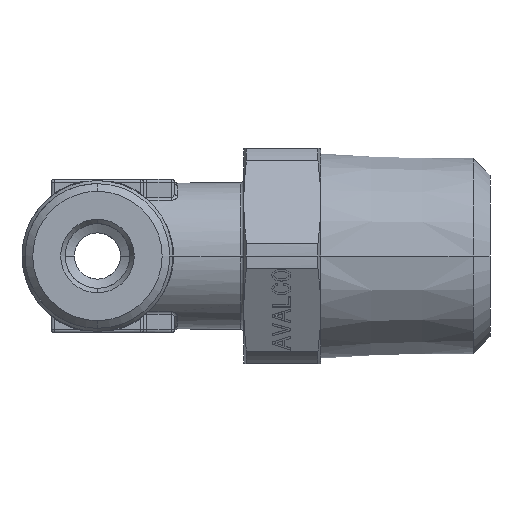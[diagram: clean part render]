
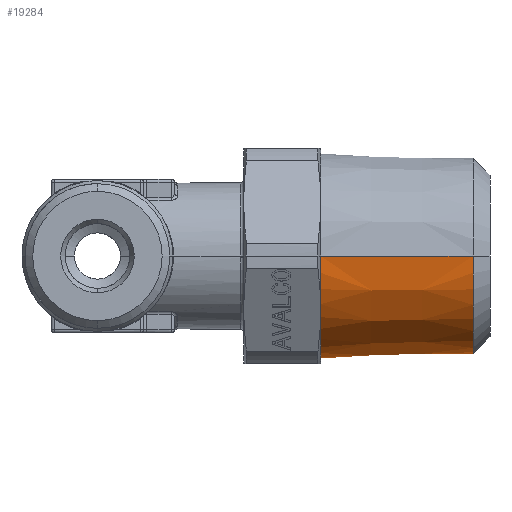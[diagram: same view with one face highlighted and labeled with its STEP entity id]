
A CAD part, left-side view. The second image highlights one B-rep face of the part: STEP entity #19284.
In plain terms, the highlighted conical face has half-angle 1.78 degrees and reference radius 6.502 mm.
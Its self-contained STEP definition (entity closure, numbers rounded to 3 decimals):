
#18810=CARTESIAN_POINT('Vertex',(-6.655,-14.5,0.)) ;
#18812=CARTESIAN_POINT('Vertex',(6.655,-14.5,0.)) ;
#18816=CARTESIAN_POINT('Control Point',(-6.655,-14.5,0.)) ;
#18817=CARTESIAN_POINT('Control Point',(-6.655,-14.5,-0.632)) ;
#18818=CARTESIAN_POINT('Control Point',(-6.58,-14.5,-1.264)) ;
#18819=CARTESIAN_POINT('Control Point',(-6.43,-14.5,-1.884)) ;
#18820=CARTESIAN_POINT('Control Point',(-5.986,-14.5,-3.077)) ;
#18821=CARTESIAN_POINT('Control Point',(-5.275,-14.5,-4.132)) ;
#18822=CARTESIAN_POINT('Control Point',(-4.858,-14.5,-4.615)) ;
#18823=CARTESIAN_POINT('Control Point',(-3.918,-14.5,-5.473)) ;
#18824=CARTESIAN_POINT('Control Point',(-2.803,-14.5,-6.086)) ;
#18825=CARTESIAN_POINT('Control Point',(-2.211,-14.5,-6.325)) ;
#18826=CARTESIAN_POINT('Control Point',(-0.983,-14.5,-6.658)) ;
#18827=CARTESIAN_POINT('Control Point',(0.289,-14.5,-6.694)) ;
#18828=CARTESIAN_POINT('Control Point',(0.925,-14.5,-6.637)) ;
#18829=CARTESIAN_POINT('Control Point',(2.169,-14.5,-6.371)) ;
#18830=CARTESIAN_POINT('Control Point',(3.317,-14.5,-5.822)) ;
#18831=CARTESIAN_POINT('Control Point',(3.856,-14.5,-5.48)) ;
#18832=CARTESIAN_POINT('Control Point',(4.842,-14.5,-4.675)) ;
#18833=CARTESIAN_POINT('Control Point',(5.612,-14.5,-3.662)) ;
#18834=CARTESIAN_POINT('Control Point',(5.935,-14.5,-3.111)) ;
#18835=CARTESIAN_POINT('Control Point',(6.346,-14.5,-2.168)) ;
#18836=CARTESIAN_POINT('Control Point',(6.57,-14.5,-1.168)) ;
#18837=CARTESIAN_POINT('Control Point',(6.627,-14.5,-0.78)) ;
#18838=CARTESIAN_POINT('Control Point',(6.655,-14.5,-0.39)) ;
#18839=CARTESIAN_POINT('Control Point',(6.655,-14.5,0.)) ;
#19254=CARTESIAN_POINT('Axis2P3D Location',(0.,-19.45,0.)) ;
#19259=CARTESIAN_POINT('Line Origine',(15534.183,499634.678,0.)) ;
#19263=CARTESIAN_POINT('Vertex',(6.348,-24.4,0.)) ;
#19266=CARTESIAN_POINT('Axis2P3D Location',(0.,-24.4,0.)) ;
#19270=CARTESIAN_POINT('Vertex',(-6.348,-24.4,0.)) ;
#19273=CARTESIAN_POINT('Line Origine',(-15534.183,499634.678,0.)) ;
#19255=DIRECTION('Axis2P3D Direction',(0.,1.,0.)) ;
#19256=DIRECTION('Axis2P3D XDirection',(1.,0.,0.)) ;
#19260=DIRECTION('Vector Direction',(0.031,1.,0.)) ;
#19267=DIRECTION('Axis2P3D Direction',(-0.,1.,0.)) ;
#19274=DIRECTION('Vector Direction',(-0.031,1.,0.)) ;
#19257=AXIS2_PLACEMENT_3D('Cone Axis2P3D',#19254,#19255,#19256) ;
#19268=AXIS2_PLACEMENT_3D('Circle Axis2P3D',#19266,#19267,$) ;
#19279=ORIENTED_EDGE('',*,*,#18840,.T.) ;
#19280=ORIENTED_EDGE('',*,*,#19265,.T.) ;
#19281=ORIENTED_EDGE('',*,*,#19272,.F.) ;
#19282=ORIENTED_EDGE('',*,*,#19277,.F.) ;
#19261=VECTOR('Line Direction',#19260,1.) ;
#19275=VECTOR('Line Direction',#19274,1.) ;
#19284=ADVANCED_FACE('PR415B-04R14',(#19283),#19258,.T.) ;
#18815=B_SPLINE_CURVE_WITH_KNOTS('',5,(#18816,#18817,#18818,#18819,#18820,#18821,#18822,#18823,#18824,#18825,#18826,#18827,#18828,#18829,#18830,#18831,#18832,#18833,#18834,#18835,#18836,#18837,#18838,#18839),.UNSPECIFIED.,.F.,.U.,(6,3,3,3,3,3,3,6),(0.,4.468,8.937,13.405,17.873,22.342,26.81,29.569),.UNSPECIFIED.) ;
#19269=CIRCLE('generated circle',#19268,6.348) ;
#19258=CONICAL_SURFACE('Cone',#19257,6.502,0.031) ;
#18840=EDGE_CURVE('',#18811,#18813,#18815,.T.) ;
#19265=EDGE_CURVE('',#18813,#19264,#19262,.F.) ;
#19272=EDGE_CURVE('',#19271,#19264,#19269,.F.) ;
#19277=EDGE_CURVE('',#18811,#19271,#19276,.F.) ;
#19278=EDGE_LOOP('',(#19279,#19280,#19281,#19282)) ;
#19283=FACE_OUTER_BOUND('',#19278,.T.) ;
#19262=LINE('Line',#19259,#19261) ;
#19276=LINE('Line',#19273,#19275) ;
#18811=VERTEX_POINT('',#18810) ;
#18813=VERTEX_POINT('',#18812) ;
#19264=VERTEX_POINT('',#19263) ;
#19271=VERTEX_POINT('',#19270) ;
